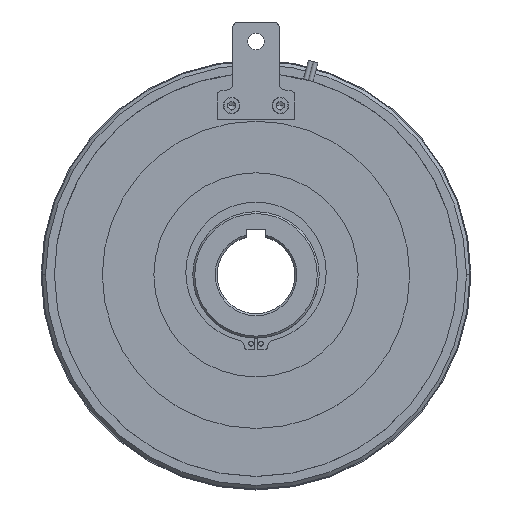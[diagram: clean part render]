
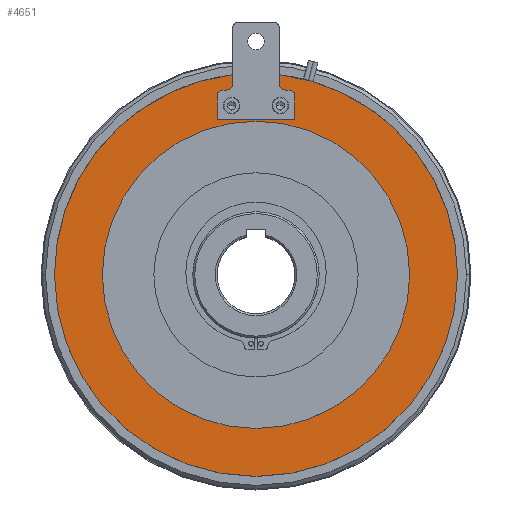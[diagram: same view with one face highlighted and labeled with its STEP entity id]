
A CAD part, top view. The second image highlights one B-rep face of the part: STEP entity #4651.
In plain terms, the highlighted planar face has unit normal (0, 0, 1).
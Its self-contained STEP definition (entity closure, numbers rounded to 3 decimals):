
#339 = CARTESIAN_POINT ( 'NONE',  ( 15., 95., 62.4 ) ) ;
#392 = CARTESIAN_POINT ( 'NONE',  ( 12., 98., 62.4 ) ) ;
#741 = CARTESIAN_POINT ( 'NONE',  ( 17., 95., 62.4 ) ) ;
#878 = DIRECTION ( 'NONE',  ( 1., 0., 0. ) ) ;
#879 = DIRECTION ( 'NONE',  ( 0., 0., 1. ) ) ;
#888 = CARTESIAN_POINT ( 'NONE',  ( 15., 98., 62.4 ) ) ;
#890 = CIRCLE ( 'NONE', #934, 3. ) ;
#934 = AXIS2_PLACEMENT_3D ( 'NONE', #888, #879, #878 ) ;
#2684 = DIRECTION ( 'NONE',  ( 1., 0., 0. ) ) ;
#2687 = DIRECTION ( 'NONE',  ( 0., 0., 1. ) ) ;
#2689 = AXIS2_PLACEMENT_3D ( 'NONE', #2695, #2687, #2684 ) ;
#2695 = CARTESIAN_POINT ( 'NONE',  ( 0., 0., 62.4 ) ) ;
#2696 = CIRCLE ( 'NONE', #2689, 103.6 ) ;
#2725 = VECTOR ( 'NONE', #2752, 1000. ) ;
#2752 = DIRECTION ( 'NONE',  ( 1., 0., 0. ) ) ;
#2783 = CARTESIAN_POINT ( 'NONE',  ( 15., 95., 62.4 ) ) ;
#2800 = LINE ( 'NONE', #2783, #2725 ) ;
#2988 = DIRECTION ( 'NONE',  ( 0., 0., 1. ) ) ;
#3085 = DIRECTION ( 'NONE',  ( 1., 0., 0. ) ) ;
#3089 = DIRECTION ( 'NONE',  ( 1., 0., 0. ) ) ;
#3097 = AXIS2_PLACEMENT_3D ( 'NONE', #3109, #3103, #3089 ) ;
#3103 = DIRECTION ( 'NONE',  ( 0., 0., 1. ) ) ;
#3109 = CARTESIAN_POINT ( 'NONE',  ( 0., 0., 62.4 ) ) ;
#3120 = CIRCLE ( 'NONE', #3097, 79. ) ;
#3245 = AXIS2_PLACEMENT_3D ( 'NONE', #3247, #2988, #3085 ) ;
#3246 = PLANE ( 'NONE',  #3245 ) ;
#3247 = CARTESIAN_POINT ( 'NONE',  ( 0., 0., 62.4 ) ) ;
#3260 = FACE_OUTER_BOUND ( 'NONE', #4566, .T. ) ;
#3261 = FACE_BOUND ( 'NONE', #4638, .T. ) ;
#3657 = DIRECTION ( 'NONE',  ( 1., 0., 0. ) ) ;
#3658 = DIRECTION ( 'NONE',  ( 0., 0., -1. ) ) ;
#3659 = CARTESIAN_POINT ( 'NONE',  ( 17., 92., 62.4 ) ) ;
#3677 = AXIS2_PLACEMENT_3D ( 'NONE', #3659, #3658, #3657 ) ;
#3678 = CIRCLE ( 'NONE', #3677, 3. ) ;
#4410 = EDGE_CURVE ( 'NONE', #15142, #14079, #3678, .T. ) ;
#4422 = ORIENTED_EDGE ( 'NONE', *, *, #12368, .F. ) ;
#4431 = ORIENTED_EDGE ( 'NONE', *, *, #11439, .T. ) ;
#4434 = EDGE_CURVE ( 'NONE', #12119, #11789, #2696, .T. ) ;
#4456 = EDGE_CURVE ( 'NONE', #14988, #15142, #2800, .T. ) ;
#4487 = ORIENTED_EDGE ( 'NONE', *, *, #15330, .T. ) ;
#4566 = EDGE_LOOP ( 'NONE', ( #4577, #4431, #4570, #4618, #4422, #4487, #4595, #4598, #4610, #4607, #4641, #4640, #4649, #4645 ) ) ;
#4570 = ORIENTED_EDGE ( 'NONE', *, *, #4434, .T. ) ;
#4577 = ORIENTED_EDGE ( 'NONE', *, *, #14376, .T. ) ;
#4580 = ORIENTED_EDGE ( 'NONE', *, *, #14842, .F. ) ;
#4583 = ORIENTED_EDGE ( 'NONE', *, *, #4584, .F. ) ;
#4584 = EDGE_CURVE ( 'NONE', #14919, #14818, #3120, .T. ) ;
#4595 = ORIENTED_EDGE ( 'NONE', *, *, #4456, .T. ) ;
#4598 = ORIENTED_EDGE ( 'NONE', *, *, #4410, .T. ) ;
#4607 = ORIENTED_EDGE ( 'NONE', *, *, #14124, .T. ) ;
#4610 = ORIENTED_EDGE ( 'NONE', *, *, #14088, .T. ) ;
#4618 = ORIENTED_EDGE ( 'NONE', *, *, #11759, .T. ) ;
#4638 = EDGE_LOOP ( 'NONE', ( #4580, #4583 ) ) ;
#4640 = ORIENTED_EDGE ( 'NONE', *, *, #14209, .T. ) ;
#4641 = ORIENTED_EDGE ( 'NONE', *, *, #14231, .T. ) ;
#4645 = ORIENTED_EDGE ( 'NONE', *, *, #14387, .T. ) ;
#4649 = ORIENTED_EDGE ( 'NONE', *, *, #14250, .T. ) ;
#4651 = ADVANCED_FACE ( 'NONE', ( #3261, #3260 ), #3246, .T. ) ;
#10240 = DIRECTION ( 'NONE',  ( 0., 1., 0. ) ) ;
#10241 = VECTOR ( 'NONE', #10240, 1000. ) ;
#10242 = CARTESIAN_POINT ( 'NONE',  ( 12., 127., 62.4 ) ) ;
#10243 = LINE ( 'NONE', #10242, #10241 ) ;
#11439 = EDGE_CURVE ( 'NONE', #11461, #12119, #14479, .T. ) ;
#11461 = VERTEX_POINT ( 'NONE', #14513 ) ;
#11759 = EDGE_CURVE ( 'NONE', #11789, #11827, #11989, .T. ) ;
#11789 = VERTEX_POINT ( 'NONE', #12073 ) ;
#11827 = VERTEX_POINT ( 'NONE', #12101 ) ;
#11967 = CARTESIAN_POINT ( 'NONE',  ( 0., 0., 62.4 ) ) ;
#11986 = DIRECTION ( 'NONE',  ( 1., 0., 0. ) ) ;
#11987 = DIRECTION ( 'NONE',  ( 0., 0., 1. ) ) ;
#11988 = AXIS2_PLACEMENT_3D ( 'NONE', #11967, #11987, #11986 ) ;
#11989 = CIRCLE ( 'NONE', #11988, 103.6 ) ;
#12073 = CARTESIAN_POINT ( 'NONE',  ( 103.6, 0., 62.4 ) ) ;
#12101 = CARTESIAN_POINT ( 'NONE',  ( 12., 102.903, 62.4 ) ) ;
#12119 = VERTEX_POINT ( 'NONE', #12297 ) ;
#12297 = CARTESIAN_POINT ( 'NONE',  ( -103.6, 0., 62.4 ) ) ;
#12368 = EDGE_CURVE ( 'NONE', #14992, #11827, #10243, .T. ) ;
#13215 = DIRECTION ( 'NONE',  ( 0., -1., 0. ) ) ;
#13216 = VECTOR ( 'NONE', #13215, 1000. ) ;
#13218 = CARTESIAN_POINT ( 'NONE',  ( 20., 92., 62.4 ) ) ;
#13219 = LINE ( 'NONE', #13218, #13216 ) ;
#13220 = CARTESIAN_POINT ( 'NONE',  ( 20., 92., 62.4 ) ) ;
#13247 = CARTESIAN_POINT ( 'NONE',  ( -20., 80., 62.4 ) ) ;
#13254 = CARTESIAN_POINT ( 'NONE',  ( 20., 80., 62.4 ) ) ;
#13256 = CARTESIAN_POINT ( 'NONE',  ( -20., 92., 62.4 ) ) ;
#13261 = DIRECTION ( 'NONE',  ( -1., 0., 0. ) ) ;
#13262 = VECTOR ( 'NONE', #13261, 1000. ) ;
#13263 = CARTESIAN_POINT ( 'NONE',  ( 20., 80., 62.4 ) ) ;
#13264 = LINE ( 'NONE', #13263, #13262 ) ;
#13300 = CARTESIAN_POINT ( 'NONE',  ( -17., 95., 62.4 ) ) ;
#13301 = DIRECTION ( 'NONE',  ( -1., 0., 0. ) ) ;
#13302 = DIRECTION ( 'NONE',  ( 0., 0., -1. ) ) ;
#13303 = CARTESIAN_POINT ( 'NONE',  ( -17., 92., 62.4 ) ) ;
#13304 = AXIS2_PLACEMENT_3D ( 'NONE', #13303, #13302, #13301 ) ;
#13305 = CIRCLE ( 'NONE', #13304, 3. ) ;
#13343 = DIRECTION ( 'NONE',  ( 0., 1., 0. ) ) ;
#13344 = VECTOR ( 'NONE', #13343, 1000. ) ;
#13345 = CARTESIAN_POINT ( 'NONE',  ( -20., 80., 62.4 ) ) ;
#13346 = LINE ( 'NONE', #13345, #13344 ) ;
#13370 = CARTESIAN_POINT ( 'NONE',  ( -12., 98., 62.4 ) ) ;
#13375 = DIRECTION ( 'NONE',  ( 1., 0., 0. ) ) ;
#13376 = VECTOR ( 'NONE', #13375, 1000. ) ;
#13377 = CARTESIAN_POINT ( 'NONE',  ( -17., 95., 62.4 ) ) ;
#13378 = LINE ( 'NONE', #13377, #13376 ) ;
#13565 = CARTESIAN_POINT ( 'NONE',  ( 79., 0., 62.4 ) ) ;
#13585 = DIRECTION ( 'NONE',  ( 1., 0., 0. ) ) ;
#13586 = DIRECTION ( 'NONE',  ( 0., 0., 1. ) ) ;
#13587 = CARTESIAN_POINT ( 'NONE',  ( 0., 0., 62.4 ) ) ;
#13588 = AXIS2_PLACEMENT_3D ( 'NONE', #13587, #13586, #13585 ) ;
#13589 = CIRCLE ( 'NONE', #13588, 79. ) ;
#13691 = CARTESIAN_POINT ( 'NONE',  ( -79., 0., 62.4 ) ) ;
#14079 = VERTEX_POINT ( 'NONE', #13220 ) ;
#14088 = EDGE_CURVE ( 'NONE', #14079, #14132, #13219, .T. ) ;
#14124 = EDGE_CURVE ( 'NONE', #14132, #14140, #13264, .T. ) ;
#14126 = VERTEX_POINT ( 'NONE', #13256 ) ;
#14132 = VERTEX_POINT ( 'NONE', #13254 ) ;
#14140 = VERTEX_POINT ( 'NONE', #13247 ) ;
#14209 = EDGE_CURVE ( 'NONE', #14126, #14212, #13305, .T. ) ;
#14212 = VERTEX_POINT ( 'NONE', #13300 ) ;
#14231 = EDGE_CURVE ( 'NONE', #14140, #14126, #13346, .T. ) ;
#14250 = EDGE_CURVE ( 'NONE', #14212, #14370, #13378, .T. ) ;
#14252 = VERTEX_POINT ( 'NONE', #13370 ) ;
#14370 = VERTEX_POINT ( 'NONE', #14585 ) ;
#14376 = EDGE_CURVE ( 'NONE', #14252, #11461, #14640, .T. ) ;
#14387 = EDGE_CURVE ( 'NONE', #14370, #14252, #14611, .T. ) ;
#14473 = DIRECTION ( 'NONE',  ( 1., 0., 0. ) ) ;
#14474 = DIRECTION ( 'NONE',  ( 0., 0., 1. ) ) ;
#14475 = AXIS2_PLACEMENT_3D ( 'NONE', #14482, #14474, #14473 ) ;
#14479 = CIRCLE ( 'NONE', #14475, 103.6 ) ;
#14482 = CARTESIAN_POINT ( 'NONE',  ( 0., 0., 62.4 ) ) ;
#14513 = CARTESIAN_POINT ( 'NONE',  ( -12., 102.903, 62.4 ) ) ;
#14572 = DIRECTION ( 'NONE',  ( -1., 0., 0. ) ) ;
#14585 = CARTESIAN_POINT ( 'NONE',  ( -15., 95., 62.4 ) ) ;
#14608 = DIRECTION ( 'NONE',  ( 0., 0., 1. ) ) ;
#14609 = CARTESIAN_POINT ( 'NONE',  ( -15., 98., 62.4 ) ) ;
#14610 = AXIS2_PLACEMENT_3D ( 'NONE', #14609, #14608, #14572 ) ;
#14611 = CIRCLE ( 'NONE', #14610, 3. ) ;
#14633 = DIRECTION ( 'NONE',  ( 0., 1., 0. ) ) ;
#14634 = VECTOR ( 'NONE', #14633, 1000. ) ;
#14639 = CARTESIAN_POINT ( 'NONE',  ( -12., 98., 62.4 ) ) ;
#14640 = LINE ( 'NONE', #14639, #14634 ) ;
#14818 = VERTEX_POINT ( 'NONE', #13565 ) ;
#14842 = EDGE_CURVE ( 'NONE', #14818, #14919, #13589, .T. ) ;
#14919 = VERTEX_POINT ( 'NONE', #13691 ) ;
#14988 = VERTEX_POINT ( 'NONE', #339 ) ;
#14992 = VERTEX_POINT ( 'NONE', #392 ) ;
#15142 = VERTEX_POINT ( 'NONE', #741 ) ;
#15330 = EDGE_CURVE ( 'NONE', #14992, #14988, #890, .T. ) ;
